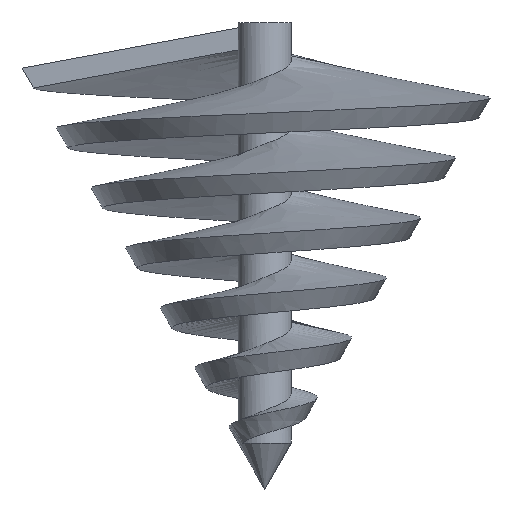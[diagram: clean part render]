
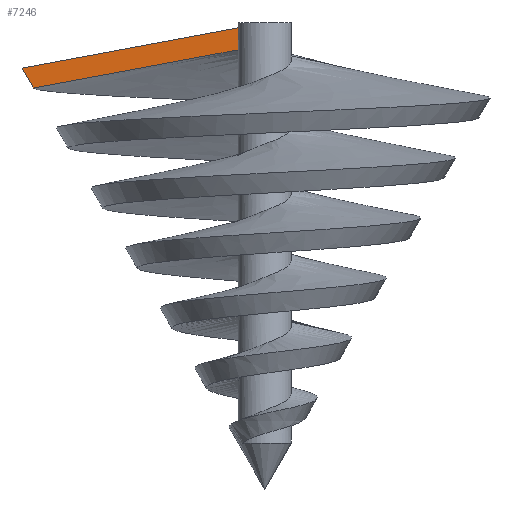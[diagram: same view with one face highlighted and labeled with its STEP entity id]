
A CAD part, front view. The second image highlights one B-rep face of the part: STEP entity #7246.
In plain terms, the highlighted planar face has unit normal (0, -1, 0).
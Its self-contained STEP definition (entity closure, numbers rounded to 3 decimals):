
#154 = VECTOR ( 'NONE', #5751, 1000. ) ;
#240 = CARTESIAN_POINT ( 'NONE',  ( 0., 0., 0. ) ) ;
#325 = LINE ( 'NONE', #5576, #154 ) ;
#450 = VERTEX_POINT ( 'NONE', #5550 ) ;
#575 = VERTEX_POINT ( 'NONE', #1454 ) ;
#576 = FACE_OUTER_BOUND ( 'NONE', #6194, .T. ) ;
#882 = LINE ( 'NONE', #240, #7262 ) ;
#1259 = CARTESIAN_POINT ( 'NONE',  ( 0., 0., 0. ) ) ;
#1379 = VECTOR ( 'NONE', #4815, 1000. ) ;
#1454 = CARTESIAN_POINT ( 'NONE',  ( -10., 0., -10.173 ) ) ;
#1491 = DIRECTION ( 'NONE',  ( 0.983, 0., 0.183 ) ) ;
#1958 = EDGE_CURVE ( 'NONE', #5741, #450, #882, .T. ) ;
#2197 = CARTESIAN_POINT ( 'NONE',  ( 0., 0., -175.243 ) ) ;
#2349 = ORIENTED_EDGE ( 'NONE', *, *, #6479, .F. ) ;
#2722 = ORIENTED_EDGE ( 'NONE', *, *, #1958, .F. ) ;
#3139 = VECTOR ( 'NONE', #4935, 1000. ) ;
#3282 = EDGE_CURVE ( 'NONE', #575, #450, #6436, .T. ) ;
#3325 = AXIS2_PLACEMENT_3D ( 'NONE', #1259, #3882, #7874 ) ;
#3882 = DIRECTION ( 'NONE',  ( 0., -1., 0. ) ) ;
#4168 = LINE ( 'NONE', #2197, #1379 ) ;
#4815 = DIRECTION ( 'NONE',  ( 0.499, 0., -0.866 ) ) ;
#4935 = DIRECTION ( 'NONE',  ( 0., 0., 1. ) ) ;
#5070 = EDGE_CURVE ( 'NONE', #5741, #7748, #4168, .T. ) ;
#5218 = ORIENTED_EDGE ( 'NONE', *, *, #3282, .T. ) ;
#5527 = ORIENTED_EDGE ( 'NONE', *, *, #5070, .T. ) ;
#5550 = CARTESIAN_POINT ( 'NONE',  ( -10., 0., -1.866 ) ) ;
#5576 = CARTESIAN_POINT ( 'NONE',  ( -112.255, 0., -29.251 ) ) ;
#5739 = CARTESIAN_POINT ( 'NONE',  ( -91.171, 0., -17.01 ) ) ;
#5741 = VERTEX_POINT ( 'NONE', #5739 ) ;
#5751 = DIRECTION ( 'NONE',  ( -0.983, 0., -0.183 ) ) ;
#6194 = EDGE_LOOP ( 'NONE', ( #2722, #5527, #2349, #5218 ) ) ;
#6347 = CARTESIAN_POINT ( 'NONE',  ( -10., 0., -200. ) ) ;
#6436 = LINE ( 'NONE', #6347, #3139 ) ;
#6479 = EDGE_CURVE ( 'NONE', #575, #7748, #325, .T. ) ;
#6507 = PLANE ( 'NONE',  #3325 ) ;
#6706 = CARTESIAN_POINT ( 'NONE',  ( -86.849, 0., -24.511 ) ) ;
#7246 = ADVANCED_FACE ( 'NONE', ( #576 ), #6507, .T. ) ;
#7262 = VECTOR ( 'NONE', #1491, 1000. ) ;
#7748 = VERTEX_POINT ( 'NONE', #6706 ) ;
#7874 = DIRECTION ( 'NONE',  ( 0., 0., -1. ) ) ;
